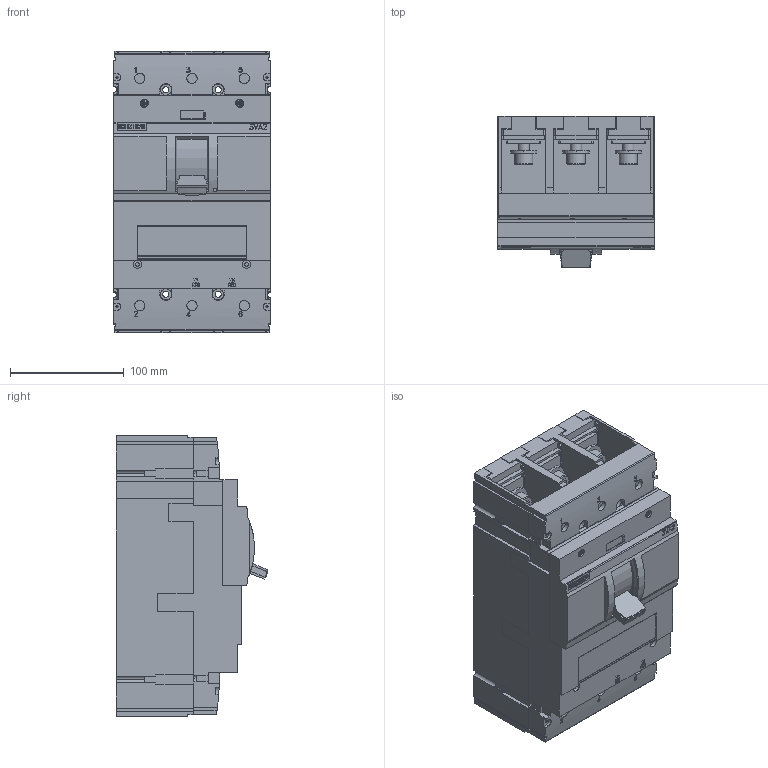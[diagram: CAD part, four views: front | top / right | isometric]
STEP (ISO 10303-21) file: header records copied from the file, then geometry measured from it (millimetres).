
FILE_DESCRIPTION(('no description'),'unknown implementation level');
FILE_NAME('3VA23xxxMN32xxxx_3D_v.stp',' ',('SIEMENS A&D'),('CADClick - KiM GmbH - www.kimweb.de'),'unknown preprocess','ACIS','unknown authorization');
FILE_SCHEMA(('automotive_design'));
Length unit declared in the file: millimetre
Products named in the file (2): 3VA23..-.MN32-....
Bounding box: 138 x 133.56 x 248 mm (x, y, z)
Volume: 3117535.7 mm3; surface area: 350743.8 mm2
Topology: 2 solids, 2 shells, 2017 faces, 5669 edges, 3762 vertices
Faces by surface type: plane 1708, cylinder 263, torus 44, cone 2
Entity records: 128562 total; most frequent: CARTESIAN_POINT 12430, STYLED_ITEM 11442, PRESENTATION_STYLE_ASSIGNMENT 11442, COLOUR_RGB 11442, ORIENTED_EDGE 11322, DIRECTION 10406, EDGE_CURVE 5661, CURVE_STYLE 5661
